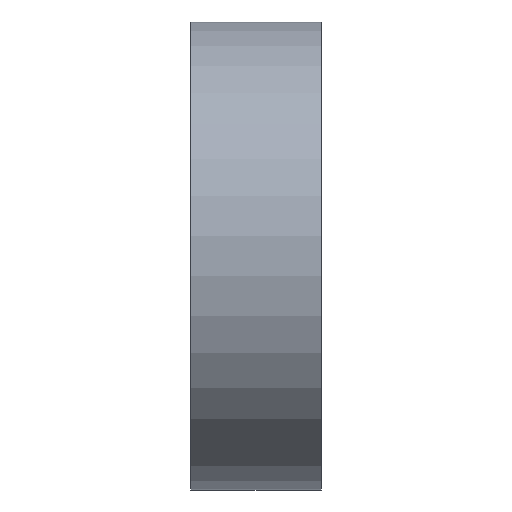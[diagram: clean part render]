
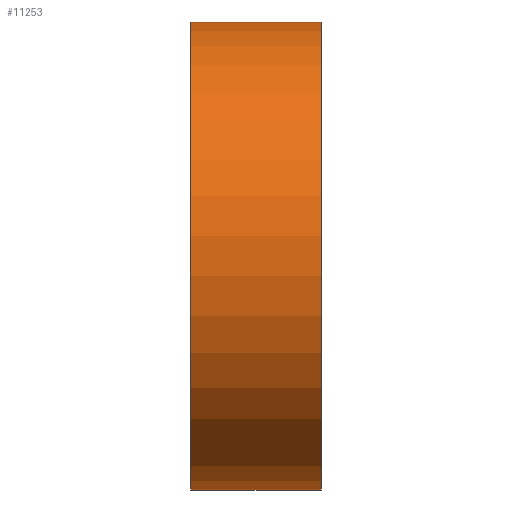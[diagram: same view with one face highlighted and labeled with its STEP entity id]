
A CAD part, left-side view. The second image highlights one B-rep face of the part: STEP entity #11253.
In plain terms, the highlighted cylindrical face has radius 45 mm (diameter 90 mm), a partial arc.
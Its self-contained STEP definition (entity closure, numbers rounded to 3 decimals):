
#1076 = ORIENTED_EDGE ( 'NONE', *, *, #8229, .F. ) ;
#1168 = CARTESIAN_POINT ( 'NONE',  ( 44.528, 25., 6.5 ) ) ;
#1868 = VECTOR ( 'NONE', #5228, 1000. ) ;
#2064 = CARTESIAN_POINT ( 'NONE',  ( 44.528, 25., -6.5 ) ) ;
#2579 = DIRECTION ( 'NONE',  ( 0., -1., 0. ) ) ;
#2795 = CIRCLE ( 'NONE', #12692, 45. ) ;
#2941 = ORIENTED_EDGE ( 'NONE', *, *, #11418, .F. ) ;
#4361 = CARTESIAN_POINT ( 'NONE',  ( 44.528, 0., -6.5 ) ) ;
#4521 = CARTESIAN_POINT ( 'NONE',  ( 44.528, 25., -6.5 ) ) ;
#5225 = CIRCLE ( 'NONE', #9461, 45. ) ;
#5228 = DIRECTION ( 'NONE',  ( 0., -1., 0. ) ) ;
#5596 = CARTESIAN_POINT ( 'NONE',  ( 0., 0., 0. ) ) ;
#6180 = EDGE_CURVE ( 'NONE', #7884, #15674, #16640, .T. ) ;
#6614 = EDGE_LOOP ( 'NONE', ( #16734, #9067, #1076, #2941 ) ) ;
#7419 = EDGE_CURVE ( 'NONE', #7861, #7884, #2795, .T. ) ;
#7677 = CARTESIAN_POINT ( 'NONE',  ( 44.528, 0., 6.5 ) ) ;
#7861 = VERTEX_POINT ( 'NONE', #15160 ) ;
#7884 = VERTEX_POINT ( 'NONE', #2064 ) ;
#8229 = EDGE_CURVE ( 'NONE', #8499, #15674, #5225, .T. ) ;
#8308 = DIRECTION ( 'NONE',  ( 0., 0., -1. ) ) ;
#8499 = VERTEX_POINT ( 'NONE', #7677 ) ;
#8807 = CARTESIAN_POINT ( 'NONE',  ( 0., 25., 0. ) ) ;
#9045 = CARTESIAN_POINT ( 'NONE',  ( 0., 0., 0. ) ) ;
#9067 = ORIENTED_EDGE ( 'NONE', *, *, #6180, .T. ) ;
#9461 = AXIS2_PLACEMENT_3D ( 'NONE', #5596, #9496, #8308 ) ;
#9496 = DIRECTION ( 'NONE',  ( 0., -1., 0. ) ) ;
#9925 = DIRECTION ( 'NONE',  ( 0., -1., 0. ) ) ;
#10469 = DIRECTION ( 'NONE',  ( 0., 0., -1. ) ) ;
#10920 = AXIS2_PLACEMENT_3D ( 'NONE', #9045, #2579, #10469 ) ;
#11253 = ADVANCED_FACE ( 'NONE', ( #14520 ), #11953, .T. ) ;
#11418 = EDGE_CURVE ( 'NONE', #7861, #8499, #13288, .T. ) ;
#11953 = CYLINDRICAL_SURFACE ( 'NONE', #10920, 45. ) ;
#12692 = AXIS2_PLACEMENT_3D ( 'NONE', #8807, #14289, #17036 ) ;
#13288 = LINE ( 'NONE', #1168, #1868 ) ;
#14289 = DIRECTION ( 'NONE',  ( 0., -1., 0. ) ) ;
#14302 = VECTOR ( 'NONE', #9925, 1000. ) ;
#14520 = FACE_OUTER_BOUND ( 'NONE', #6614, .T. ) ;
#15160 = CARTESIAN_POINT ( 'NONE',  ( 44.528, 25., 6.5 ) ) ;
#15674 = VERTEX_POINT ( 'NONE', #4361 ) ;
#16640 = LINE ( 'NONE', #4521, #14302 ) ;
#16734 = ORIENTED_EDGE ( 'NONE', *, *, #7419, .T. ) ;
#17036 = DIRECTION ( 'NONE',  ( 0., 0., -1. ) ) ;
